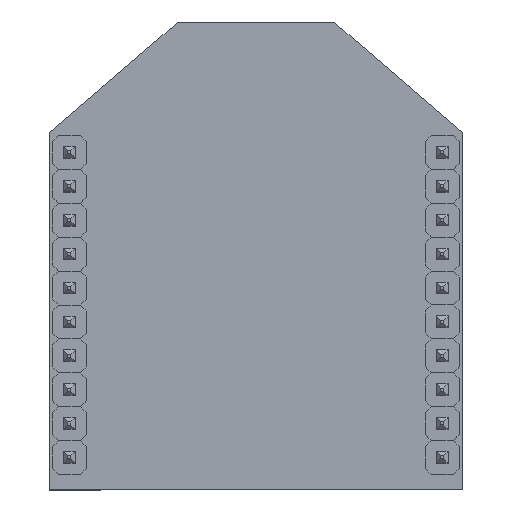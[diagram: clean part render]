
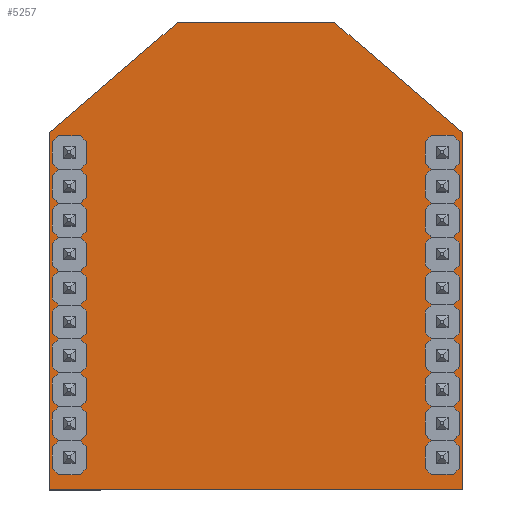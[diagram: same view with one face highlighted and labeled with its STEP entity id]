
A CAD part, top view. The second image highlights one B-rep face of the part: STEP entity #5257.
In plain terms, the highlighted planar face has unit normal (0, 0, 1).
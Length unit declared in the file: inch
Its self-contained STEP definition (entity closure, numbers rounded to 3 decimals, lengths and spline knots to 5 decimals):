
#68=FACE_BOUND('',#477,.T.);
#69=FACE_BOUND('',#478,.T.);
#70=FACE_BOUND('',#479,.T.);
#71=FACE_BOUND('',#480,.T.);
#72=FACE_BOUND('',#481,.T.);
#73=FACE_BOUND('',#482,.T.);
#74=FACE_BOUND('',#483,.T.);
#75=FACE_BOUND('',#484,.T.);
#76=FACE_BOUND('',#485,.T.);
#77=FACE_BOUND('',#486,.T.);
#78=FACE_BOUND('',#487,.T.);
#79=FACE_BOUND('',#488,.T.);
#80=FACE_BOUND('',#489,.T.);
#81=FACE_BOUND('',#490,.T.);
#82=FACE_BOUND('',#491,.T.);
#83=FACE_BOUND('',#492,.T.);
#84=FACE_BOUND('',#493,.T.);
#85=FACE_BOUND('',#494,.T.);
#86=FACE_BOUND('',#495,.T.);
#87=FACE_BOUND('',#496,.T.);
#128=CIRCLE('',#5612,0.0175);
#129=CIRCLE('',#5613,0.0175);
#130=CIRCLE('',#5614,0.0175);
#131=CIRCLE('',#5615,0.0175);
#132=CIRCLE('',#5616,0.0175);
#133=CIRCLE('',#5617,0.0175);
#134=CIRCLE('',#5618,0.0175);
#135=CIRCLE('',#5619,0.0175);
#136=CIRCLE('',#5620,0.0175);
#137=CIRCLE('',#5621,0.0175);
#138=CIRCLE('',#5622,0.0175);
#139=CIRCLE('',#5623,0.0175);
#140=CIRCLE('',#5624,0.0175);
#141=CIRCLE('',#5625,0.0175);
#142=CIRCLE('',#5626,0.0175);
#143=CIRCLE('',#5627,0.0175);
#144=CIRCLE('',#5628,0.0175);
#145=CIRCLE('',#5629,0.0175);
#146=CIRCLE('',#5630,0.0175);
#147=CIRCLE('',#5631,0.0175);
#168=FACE_OUTER_BOUND('',#476,.T.);
#476=EDGE_LOOP('',(#3370,#3371,#3372,#3373,#3374,#3375));
#477=EDGE_LOOP('',(#3376));
#478=EDGE_LOOP('',(#3377));
#479=EDGE_LOOP('',(#3378));
#480=EDGE_LOOP('',(#3379));
#481=EDGE_LOOP('',(#3380));
#482=EDGE_LOOP('',(#3381));
#483=EDGE_LOOP('',(#3382));
#484=EDGE_LOOP('',(#3383));
#485=EDGE_LOOP('',(#3384));
#486=EDGE_LOOP('',(#3385));
#487=EDGE_LOOP('',(#3386));
#488=EDGE_LOOP('',(#3387));
#489=EDGE_LOOP('',(#3388));
#490=EDGE_LOOP('',(#3389));
#491=EDGE_LOOP('',(#3390));
#492=EDGE_LOOP('',(#3391));
#493=EDGE_LOOP('',(#3392));
#494=EDGE_LOOP('',(#3393));
#495=EDGE_LOOP('',(#3394));
#496=EDGE_LOOP('',(#3395));
#844=LINE('',#7354,#1522);
#845=LINE('',#7356,#1523);
#846=LINE('',#7358,#1524);
#847=LINE('',#7360,#1525);
#848=LINE('',#7362,#1526);
#849=LINE('',#7363,#1527);
#1522=VECTOR('',#5969,0.83);
#1523=VECTOR('',#5970,0.96);
#1524=VECTOR('',#5971,0.83);
#1525=VECTOR('',#5972,0.39427);
#1526=VECTOR('',#5973,0.362);
#1527=VECTOR('',#5974,0.39427);
#2200=VERTEX_POINT('',#7352);
#2201=VERTEX_POINT('',#7353);
#2202=VERTEX_POINT('',#7355);
#2203=VERTEX_POINT('',#7357);
#2204=VERTEX_POINT('',#7359);
#2205=VERTEX_POINT('',#7361);
#2206=VERTEX_POINT('',#7364);
#2207=VERTEX_POINT('',#7366);
#2208=VERTEX_POINT('',#7368);
#2209=VERTEX_POINT('',#7370);
#2210=VERTEX_POINT('',#7372);
#2211=VERTEX_POINT('',#7374);
#2212=VERTEX_POINT('',#7376);
#2213=VERTEX_POINT('',#7378);
#2214=VERTEX_POINT('',#7380);
#2215=VERTEX_POINT('',#7382);
#2216=VERTEX_POINT('',#7384);
#2217=VERTEX_POINT('',#7386);
#2218=VERTEX_POINT('',#7388);
#2219=VERTEX_POINT('',#7390);
#2220=VERTEX_POINT('',#7392);
#2221=VERTEX_POINT('',#7394);
#2222=VERTEX_POINT('',#7396);
#2223=VERTEX_POINT('',#7398);
#2224=VERTEX_POINT('',#7400);
#2225=VERTEX_POINT('',#7402);
#2652=EDGE_CURVE('',#2200,#2201,#844,.T.);
#2653=EDGE_CURVE('',#2201,#2202,#845,.T.);
#2654=EDGE_CURVE('',#2202,#2203,#846,.T.);
#2655=EDGE_CURVE('',#2203,#2204,#847,.T.);
#2656=EDGE_CURVE('',#2204,#2205,#848,.T.);
#2657=EDGE_CURVE('',#2205,#2200,#849,.T.);
#2658=EDGE_CURVE('',#2206,#2206,#128,.T.);
#2659=EDGE_CURVE('',#2207,#2207,#129,.T.);
#2660=EDGE_CURVE('',#2208,#2208,#130,.T.);
#2661=EDGE_CURVE('',#2209,#2209,#131,.T.);
#2662=EDGE_CURVE('',#2210,#2210,#132,.T.);
#2663=EDGE_CURVE('',#2211,#2211,#133,.T.);
#2664=EDGE_CURVE('',#2212,#2212,#134,.T.);
#2665=EDGE_CURVE('',#2213,#2213,#135,.T.);
#2666=EDGE_CURVE('',#2214,#2214,#136,.T.);
#2667=EDGE_CURVE('',#2215,#2215,#137,.T.);
#2668=EDGE_CURVE('',#2216,#2216,#138,.T.);
#2669=EDGE_CURVE('',#2217,#2217,#139,.T.);
#2670=EDGE_CURVE('',#2218,#2218,#140,.T.);
#2671=EDGE_CURVE('',#2219,#2219,#141,.T.);
#2672=EDGE_CURVE('',#2220,#2220,#142,.T.);
#2673=EDGE_CURVE('',#2221,#2221,#143,.T.);
#2674=EDGE_CURVE('',#2222,#2222,#144,.T.);
#2675=EDGE_CURVE('',#2223,#2223,#145,.T.);
#2676=EDGE_CURVE('',#2224,#2224,#146,.T.);
#2677=EDGE_CURVE('',#2225,#2225,#147,.T.);
#3370=ORIENTED_EDGE('',*,*,#2652,.T.);
#3371=ORIENTED_EDGE('',*,*,#2653,.T.);
#3372=ORIENTED_EDGE('',*,*,#2654,.T.);
#3373=ORIENTED_EDGE('',*,*,#2655,.T.);
#3374=ORIENTED_EDGE('',*,*,#2656,.T.);
#3375=ORIENTED_EDGE('',*,*,#2657,.T.);
#3376=ORIENTED_EDGE('',*,*,#2658,.F.);
#3377=ORIENTED_EDGE('',*,*,#2659,.F.);
#3378=ORIENTED_EDGE('',*,*,#2660,.F.);
#3379=ORIENTED_EDGE('',*,*,#2661,.F.);
#3380=ORIENTED_EDGE('',*,*,#2662,.F.);
#3381=ORIENTED_EDGE('',*,*,#2663,.F.);
#3382=ORIENTED_EDGE('',*,*,#2664,.F.);
#3383=ORIENTED_EDGE('',*,*,#2665,.F.);
#3384=ORIENTED_EDGE('',*,*,#2666,.F.);
#3385=ORIENTED_EDGE('',*,*,#2667,.F.);
#3386=ORIENTED_EDGE('',*,*,#2668,.F.);
#3387=ORIENTED_EDGE('',*,*,#2669,.F.);
#3388=ORIENTED_EDGE('',*,*,#2670,.F.);
#3389=ORIENTED_EDGE('',*,*,#2671,.F.);
#3390=ORIENTED_EDGE('',*,*,#2672,.F.);
#3391=ORIENTED_EDGE('',*,*,#2673,.F.);
#3392=ORIENTED_EDGE('',*,*,#2674,.F.);
#3393=ORIENTED_EDGE('',*,*,#2675,.F.);
#3394=ORIENTED_EDGE('',*,*,#2676,.F.);
#3395=ORIENTED_EDGE('',*,*,#2677,.F.);
#4806=PLANE('',#5611);
#5257=ADVANCED_FACE('',(#168,#68,#69,#70,#71,#72,#73,#74,#75,#76,#77,#78,
#79,#80,#81,#82,#83,#84,#85,#86,#87),#4806,.F.);
#5611=AXIS2_PLACEMENT_3D('',#7351,#5967,#5968);
#5612=AXIS2_PLACEMENT_3D('',#7365,#5975,#5976);
#5613=AXIS2_PLACEMENT_3D('',#7367,#5977,#5978);
#5614=AXIS2_PLACEMENT_3D('',#7369,#5979,#5980);
#5615=AXIS2_PLACEMENT_3D('',#7371,#5981,#5982);
#5616=AXIS2_PLACEMENT_3D('',#7373,#5983,#5984);
#5617=AXIS2_PLACEMENT_3D('',#7375,#5985,#5986);
#5618=AXIS2_PLACEMENT_3D('',#7377,#5987,#5988);
#5619=AXIS2_PLACEMENT_3D('',#7379,#5989,#5990);
#5620=AXIS2_PLACEMENT_3D('',#7381,#5991,#5992);
#5621=AXIS2_PLACEMENT_3D('',#7383,#5993,#5994);
#5622=AXIS2_PLACEMENT_3D('',#7385,#5995,#5996);
#5623=AXIS2_PLACEMENT_3D('',#7387,#5997,#5998);
#5624=AXIS2_PLACEMENT_3D('',#7389,#5999,#6000);
#5625=AXIS2_PLACEMENT_3D('',#7391,#6001,#6002);
#5626=AXIS2_PLACEMENT_3D('',#7393,#6003,#6004);
#5627=AXIS2_PLACEMENT_3D('',#7395,#6005,#6006);
#5628=AXIS2_PLACEMENT_3D('',#7397,#6007,#6008);
#5629=AXIS2_PLACEMENT_3D('',#7399,#6009,#6010);
#5630=AXIS2_PLACEMENT_3D('',#7401,#6011,#6012);
#5631=AXIS2_PLACEMENT_3D('',#7403,#6013,#6014);
#5967=DIRECTION('center_axis',(0.,0.,-1.));
#5968=DIRECTION('ref_axis',(-1.,0.,0.));
#5969=DIRECTION('',(0.,-1.,0.));
#5970=DIRECTION('',(1.,0.,0.));
#5971=DIRECTION('',(0.,1.,0.));
#5972=DIRECTION('',(-0.758,0.652,0.));
#5973=DIRECTION('',(-1.,0.,0.));
#5974=DIRECTION('',(-0.758,-0.652,0.));
#5975=DIRECTION('center_axis',(0.,0.,1.));
#5976=DIRECTION('ref_axis',(1.,0.,0.));
#5977=DIRECTION('center_axis',(0.,0.,1.));
#5978=DIRECTION('ref_axis',(1.,0.,0.));
#5979=DIRECTION('center_axis',(0.,0.,1.));
#5980=DIRECTION('ref_axis',(1.,0.,0.));
#5981=DIRECTION('center_axis',(0.,0.,1.));
#5982=DIRECTION('ref_axis',(1.,0.,0.));
#5983=DIRECTION('center_axis',(0.,0.,1.));
#5984=DIRECTION('ref_axis',(1.,0.,0.));
#5985=DIRECTION('center_axis',(0.,0.,1.));
#5986=DIRECTION('ref_axis',(1.,0.,0.));
#5987=DIRECTION('center_axis',(0.,0.,1.));
#5988=DIRECTION('ref_axis',(1.,0.,0.));
#5989=DIRECTION('center_axis',(0.,0.,1.));
#5990=DIRECTION('ref_axis',(1.,0.,0.));
#5991=DIRECTION('center_axis',(0.,0.,1.));
#5992=DIRECTION('ref_axis',(1.,0.,0.));
#5993=DIRECTION('center_axis',(0.,0.,1.));
#5994=DIRECTION('ref_axis',(1.,0.,0.));
#5995=DIRECTION('center_axis',(0.,0.,1.));
#5996=DIRECTION('ref_axis',(-1.,0.,0.));
#5997=DIRECTION('center_axis',(0.,0.,1.));
#5998=DIRECTION('ref_axis',(-1.,0.,0.));
#5999=DIRECTION('center_axis',(0.,0.,1.));
#6000=DIRECTION('ref_axis',(-1.,0.,0.));
#6001=DIRECTION('center_axis',(0.,0.,1.));
#6002=DIRECTION('ref_axis',(-1.,0.,0.));
#6003=DIRECTION('center_axis',(0.,0.,1.));
#6004=DIRECTION('ref_axis',(-1.,0.,0.));
#6005=DIRECTION('center_axis',(0.,0.,1.));
#6006=DIRECTION('ref_axis',(-1.,0.,0.));
#6007=DIRECTION('center_axis',(0.,0.,1.));
#6008=DIRECTION('ref_axis',(-1.,0.,0.));
#6009=DIRECTION('center_axis',(0.,0.,1.));
#6010=DIRECTION('ref_axis',(-1.,0.,0.));
#6011=DIRECTION('center_axis',(0.,0.,1.));
#6012=DIRECTION('ref_axis',(-1.,0.,0.));
#6013=DIRECTION('center_axis',(0.,0.,1.));
#6014=DIRECTION('ref_axis',(-1.,0.,0.));
#7351=CARTESIAN_POINT('Origin',(0.,0.,0.0625));
#7352=CARTESIAN_POINT('',(-0.48,0.83,0.0625));
#7353=CARTESIAN_POINT('',(-0.48,0.,0.0625));
#7354=CARTESIAN_POINT('',(-0.48,0.83,0.0625));
#7355=CARTESIAN_POINT('',(0.48,0.,0.0625));
#7356=CARTESIAN_POINT('',(-0.48,0.,0.0625));
#7357=CARTESIAN_POINT('',(0.48,0.83,0.0625));
#7358=CARTESIAN_POINT('',(0.48,0.,0.0625));
#7359=CARTESIAN_POINT('',(0.181,1.087,0.0625));
#7360=CARTESIAN_POINT('',(0.48,0.83,0.0625));
#7361=CARTESIAN_POINT('',(-0.181,1.087,0.0625));
#7362=CARTESIAN_POINT('',(0.181,1.087,0.0625));
#7363=CARTESIAN_POINT('',(-0.181,1.087,0.0625));
#7364=CARTESIAN_POINT('',(-0.4155,0.06412,0.0625));
#7365=CARTESIAN_POINT('Origin',(-0.433,0.06412,0.0625));
#7366=CARTESIAN_POINT('',(-0.4155,0.14412,0.0625));
#7367=CARTESIAN_POINT('Origin',(-0.433,0.14412,0.0625));
#7368=CARTESIAN_POINT('',(-0.4155,0.22412,0.0625));
#7369=CARTESIAN_POINT('Origin',(-0.433,0.22412,0.0625));
#7370=CARTESIAN_POINT('',(-0.4155,0.30412,0.0625));
#7371=CARTESIAN_POINT('Origin',(-0.433,0.30412,0.0625));
#7372=CARTESIAN_POINT('',(-0.4155,0.38412,0.0625));
#7373=CARTESIAN_POINT('Origin',(-0.433,0.38412,0.0625));
#7374=CARTESIAN_POINT('',(-0.4155,0.46412,0.0625));
#7375=CARTESIAN_POINT('Origin',(-0.433,0.46412,0.0625));
#7376=CARTESIAN_POINT('',(-0.4155,0.54412,0.0625));
#7377=CARTESIAN_POINT('Origin',(-0.433,0.54412,0.0625));
#7378=CARTESIAN_POINT('',(-0.4155,0.62412,0.0625));
#7379=CARTESIAN_POINT('Origin',(-0.433,0.62412,0.0625));
#7380=CARTESIAN_POINT('',(-0.4155,0.70412,0.0625));
#7381=CARTESIAN_POINT('Origin',(-0.433,0.70412,0.0625));
#7382=CARTESIAN_POINT('',(-0.4155,0.78412,0.0625));
#7383=CARTESIAN_POINT('Origin',(-0.433,0.78412,0.0625));
#7384=CARTESIAN_POINT('',(0.4505,0.78412,0.0625));
#7385=CARTESIAN_POINT('Origin',(0.433,0.78412,0.0625));
#7386=CARTESIAN_POINT('',(0.4505,0.70412,0.0625));
#7387=CARTESIAN_POINT('Origin',(0.433,0.70412,0.0625));
#7388=CARTESIAN_POINT('',(0.4505,0.62412,0.0625));
#7389=CARTESIAN_POINT('Origin',(0.433,0.62412,0.0625));
#7390=CARTESIAN_POINT('',(0.4505,0.54412,0.0625));
#7391=CARTESIAN_POINT('Origin',(0.433,0.54412,0.0625));
#7392=CARTESIAN_POINT('',(0.4505,0.46412,0.0625));
#7393=CARTESIAN_POINT('Origin',(0.433,0.46412,0.0625));
#7394=CARTESIAN_POINT('',(0.4505,0.38412,0.0625));
#7395=CARTESIAN_POINT('Origin',(0.433,0.38412,0.0625));
#7396=CARTESIAN_POINT('',(0.4505,0.30412,0.0625));
#7397=CARTESIAN_POINT('Origin',(0.433,0.30412,0.0625));
#7398=CARTESIAN_POINT('',(0.4505,0.22412,0.0625));
#7399=CARTESIAN_POINT('Origin',(0.433,0.22412,0.0625));
#7400=CARTESIAN_POINT('',(0.4505,0.14412,0.0625));
#7401=CARTESIAN_POINT('Origin',(0.433,0.14412,0.0625));
#7402=CARTESIAN_POINT('',(0.4505,0.06412,0.0625));
#7403=CARTESIAN_POINT('Origin',(0.433,0.06412,0.0625));
